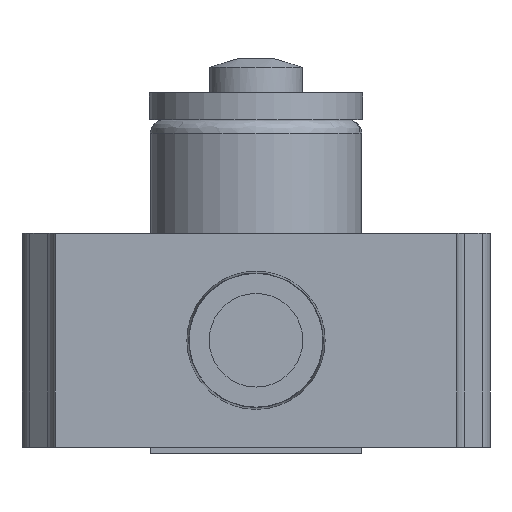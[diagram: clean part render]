
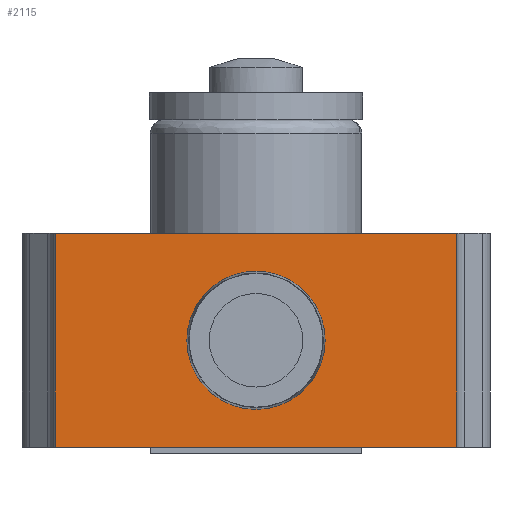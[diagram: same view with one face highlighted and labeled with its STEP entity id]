
A CAD part, front view. The second image highlights one B-rep face of the part: STEP entity #2115.
In plain terms, the highlighted planar face has unit normal (0, -1, 0).
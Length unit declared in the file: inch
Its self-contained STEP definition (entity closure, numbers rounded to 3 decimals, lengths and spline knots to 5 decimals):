
#301 = CARTESIAN_POINT ( 'NONE',  ( 0., 0., -0.62992 ) ) ;
#335 = CARTESIAN_POINT ( 'NONE',  ( 0., 0., 0. ) ) ;
#337 = CIRCLE ( 'NONE', #1074, 0.20359 ) ;
#353 = DIRECTION ( 'NONE',  ( 0., -1., 0. ) ) ;
#357 = LINE ( 'NONE', #335, #1200 ) ;
#384 = CARTESIAN_POINT ( 'NONE',  ( -1.1811, 0., -0.62992 ) ) ;
#508 = EDGE_CURVE ( 'NONE', #1481, #2732, #2319, .T. ) ;
#548 = VERTEX_POINT ( 'NONE', #1238 ) ;
#569 = CARTESIAN_POINT ( 'NONE',  ( -0.59055, 0., -0.31496 ) ) ;
#602 = DIRECTION ( 'NONE',  ( 0., 0., 1. ) ) ;
#619 = VECTOR ( 'NONE', #2244, 39.37008 ) ;
#631 = CARTESIAN_POINT ( 'NONE',  ( 0., 0., -0.57087 ) ) ;
#904 = PLANE ( 'NONE',  #1290 ) ;
#941 = CARTESIAN_POINT ( 'NONE',  ( 0., 0., -0.57087 ) ) ;
#950 = VECTOR ( 'NONE', #3847, 39.37008 ) ;
#1025 = EDGE_CURVE ( 'NONE', #2261, #2261, #337, .T. ) ;
#1074 = AXIS2_PLACEMENT_3D ( 'NONE', #569, #2702, #4158 ) ;
#1200 = VECTOR ( 'NONE', #2063, 39.37008 ) ;
#1226 = CARTESIAN_POINT ( 'NONE',  ( -1.1811, 0., -0.62992 ) ) ;
#1238 = CARTESIAN_POINT ( 'NONE',  ( 0., 0., 0. ) ) ;
#1290 = AXIS2_PLACEMENT_3D ( 'NONE', #631, #353, #3136 ) ;
#1481 = VERTEX_POINT ( 'NONE', #301 ) ;
#1489 = EDGE_LOOP ( 'NONE', ( #3815, #2421, #3455, #4348 ) ) ;
#1776 = EDGE_LOOP ( 'NONE', ( #2932 ) ) ;
#1846 = VECTOR ( 'NONE', #602, 39.37008 ) ;
#2005 = EDGE_CURVE ( 'NONE', #548, #3971, #357, .T. ) ;
#2063 = DIRECTION ( 'NONE',  ( -1., 0., 0. ) ) ;
#2115 = ADVANCED_FACE ( 'NONE', ( #2273, #2980 ), #904, .T. ) ;
#2244 = DIRECTION ( 'NONE',  ( -1., 0., 0. ) ) ;
#2261 = VERTEX_POINT ( 'NONE', #3384 ) ;
#2273 = FACE_BOUND ( 'NONE', #1776, .T. ) ;
#2293 = CARTESIAN_POINT ( 'NONE',  ( -1.27953, 0., -0.62992 ) ) ;
#2319 = LINE ( 'NONE', #2293, #619 ) ;
#2421 = ORIENTED_EDGE ( 'NONE', *, *, #508, .F. ) ;
#2702 = DIRECTION ( 'NONE',  ( 0., 1., 0. ) ) ;
#2732 = VERTEX_POINT ( 'NONE', #1226 ) ;
#2838 = EDGE_CURVE ( 'NONE', #2732, #3971, #3522, .T. ) ;
#2932 = ORIENTED_EDGE ( 'NONE', *, *, #1025, .T. ) ;
#2938 = LINE ( 'NONE', #941, #1846 ) ;
#2980 = FACE_OUTER_BOUND ( 'NONE', #1489, .T. ) ;
#3136 = DIRECTION ( 'NONE',  ( -1., 0., 0. ) ) ;
#3384 = CARTESIAN_POINT ( 'NONE',  ( -0.38696, 0., -0.31496 ) ) ;
#3455 = ORIENTED_EDGE ( 'NONE', *, *, #4482, .T. ) ;
#3522 = LINE ( 'NONE', #384, #950 ) ;
#3815 = ORIENTED_EDGE ( 'NONE', *, *, #2838, .F. ) ;
#3847 = DIRECTION ( 'NONE',  ( 0., 0., 1. ) ) ;
#3971 = VERTEX_POINT ( 'NONE', #4414 ) ;
#4158 = DIRECTION ( 'NONE',  ( 1., 0., 0. ) ) ;
#4348 = ORIENTED_EDGE ( 'NONE', *, *, #2005, .T. ) ;
#4414 = CARTESIAN_POINT ( 'NONE',  ( -1.1811, 0., 0. ) ) ;
#4482 = EDGE_CURVE ( 'NONE', #1481, #548, #2938, .T. ) ;
